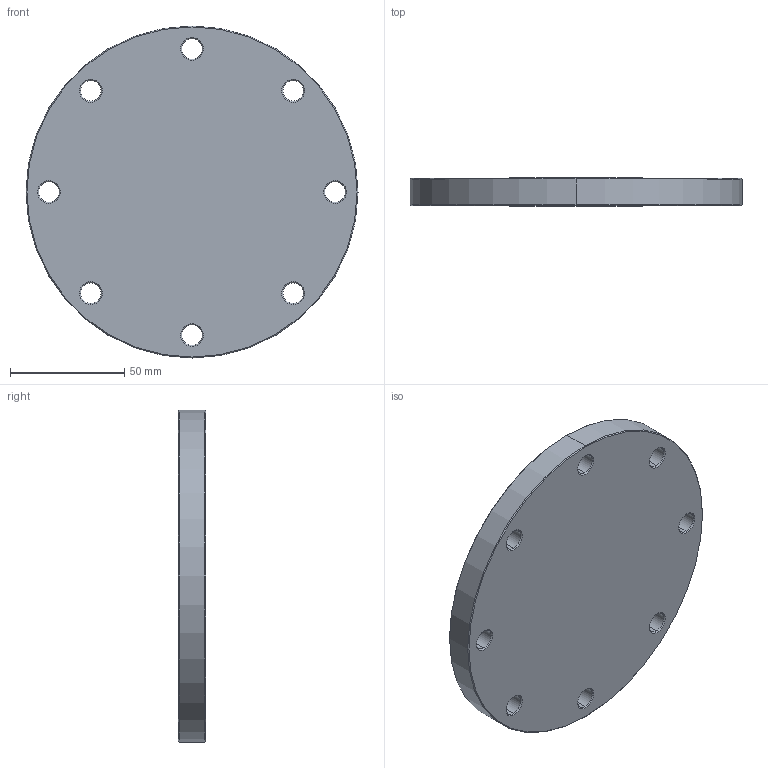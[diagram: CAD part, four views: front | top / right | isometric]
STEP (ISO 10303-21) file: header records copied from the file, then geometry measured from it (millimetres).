
FILE_DESCRIPTION (( 'STEP AP214' ), '1' );
FILE_NAME ('Hositrad_ISO-F80B.STEP', '2013-04-12T12:40:55', ( '' ), ( '' ), 'SwSTEP 2.0', 'SolidWorks 2013', '' );
FILE_SCHEMA (( 'AUTOMOTIVE_DESIGN' ));
Length unit declared in the file: millimetre
Products named in the file (1): Hositrad_ISO-F80B
Bounding box: 145 x 12 x 145 mm (x, y, z)
Volume: 187427.6 mm3; surface area: 41994.1 mm2
Topology: 1 solids, 1 shells, 66 faces, 146 edges, 84 vertices
Faces by surface type: cone 40, cylinder 22, plane 4
Entity records: 1880 total; most frequent: DIRECTION 364, CARTESIAN_POINT 297, ORIENTED_EDGE 292, AXIS2_PLACEMENT_3D 151, EDGE_CURVE 146, CIRCLE 84, EDGE_LOOP 84, VERTEX_POINT 84
